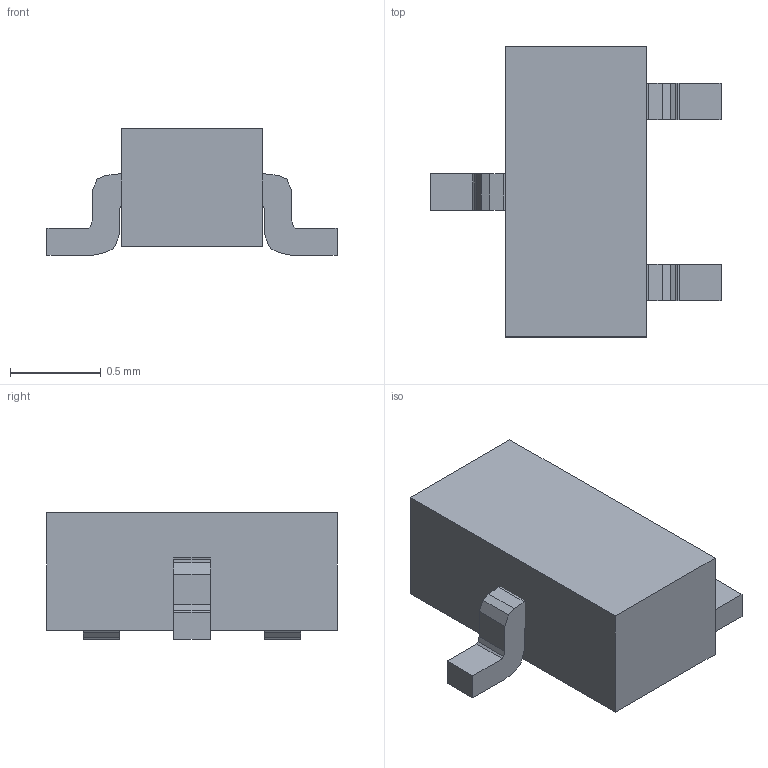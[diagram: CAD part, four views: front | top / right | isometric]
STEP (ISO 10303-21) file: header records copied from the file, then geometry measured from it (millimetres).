
FILE_DESCRIPTION(/* description */ ('STEP AP214'),/* implementation_level */ '2;1');
FILE_NAME(/* name */ 'SC-75A.stp',/* time_stamp */ '2020-06-05T11:08:32+02:00',/* author */ ('daniel.kampert'),/* organization */ (''),/* preprocessor_version */ 'ST-DEVELOPER v18',/* originating_system */ 'Autodesk Inventor 2020',/* authorisation */ '');
FILE_SCHEMA (('AUTOMOTIVE_DESIGN { 1 0 10303 214 3 1 1 }'));
Length unit declared in the file: millimetre
Products named in the file (16): SC-75A; Free-Models2; 422102609; Extruded13; PIN1; Free-Models3; 422102481; PIN1_1; Free-Models3_1; 422102481_1; PIN1_2; Board2; Free-Models3_2; 422102481_2; Extruded12; Board3
Assembly tree (19 placements, depth 6):
  SC-75A
    Free-Models2
      422102609
        Extruded13
      PIN1
        Board2
        Free-Models3
          422102481
            Extruded12
      PIN1_1
        Board2
        Free-Models3_1
          422102481_1
            Extruded12
      PIN1_2
        Board2
        Free-Models3_2
          422102481_2
            Extruded12
    Board3
Bounding box: 1.6 x 1.6 x 0.7 mm (x, y, z)
Volume: 0.9 mm3; surface area: 7.3 mm2
Topology: 8 solids, 8 shells, 90 faces, 222 edges, 148 vertices
Faces by surface type: plane 90
Entity records: 1609 total; most frequent: DIRECTION 236, CARTESIAN_POINT 223, ORIENTED_EDGE 180, LINE 90, VECTOR 90, EDGE_CURVE 90, AXIS2_PLACEMENT_3D 73, VERTEX_POINT 60
